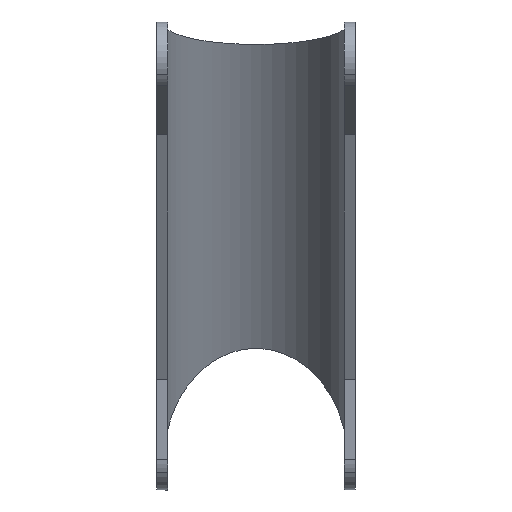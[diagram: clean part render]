
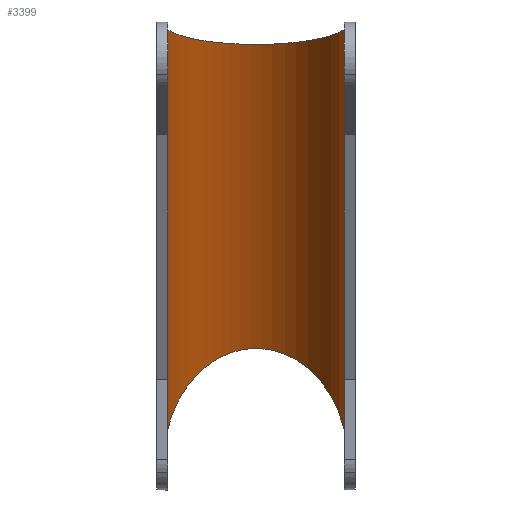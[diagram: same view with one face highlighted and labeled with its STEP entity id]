
A CAD part, front view. The second image highlights one B-rep face of the part: STEP entity #3399.
In plain terms, the highlighted cylindrical face has radius 41.667 mm (diameter 83.333 mm), a partial arc.
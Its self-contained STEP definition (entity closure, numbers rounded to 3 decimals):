
#22 = VERTEX_POINT('',#23);
#23 = CARTESIAN_POINT('',(40.7,35.374,
    31.209));
#32 = PLANE('',#33);
#33 = AXIS2_PLACEMENT_3D('',#34,#35,#36);
#34 = CARTESIAN_POINT('',(40.7,43.,
    18.));
#35 = DIRECTION('',(1.,0.,0.));
#36 = DIRECTION('',(0.,-0.866,-0.5));
#43 = PLANE('',#44);
#44 = AXIS2_PLACEMENT_3D('',#45,#46,#47);
#45 = CARTESIAN_POINT('',(-44.3,29.25,14.384));
#46 = DIRECTION('',(0.,-0.94,0.342));
#47 = DIRECTION('',(0.,0.342,0.94));
#54 = EDGE_CURVE('',#22,#55,#57,.T.);
#55 = VERTEX_POINT('',#56);
#56 = CARTESIAN_POINT('',(40.7,-69.374,
    212.638));
#57 = SURFACE_CURVE('',#58,(#62,#69),.PCURVE_S1.);
#58 = LINE('',#59,#60);
#59 = CARTESIAN_POINT('',(40.7,43.,
    18.));
#60 = VECTOR('',#61,1.);
#61 = DIRECTION('',(0.,-0.5,0.866));
#62 = PCURVE('',#32,#63);
#63 = DEFINITIONAL_REPRESENTATION('',(#64),#68);
#64 = LINE('',#65,#66);
#65 = CARTESIAN_POINT('',(0.,0.));
#66 = VECTOR('',#67,1.);
#67 = DIRECTION('',(0.,-1.));
#68 = ( GEOMETRIC_REPRESENTATION_CONTEXT(2) 
PARAMETRIC_REPRESENTATION_CONTEXT() REPRESENTATION_CONTEXT('2D SPACE',''
  ) );
#69 = PCURVE('',#70,#75);
#70 = CYLINDRICAL_SURFACE('',#71,41.667);
#71 = AXIS2_PLACEMENT_3D('',#72,#73,#74);
#72 = CARTESIAN_POINT('',(0.7,32.896,12.167));
#73 = DIRECTION('',(-0.,0.5,-0.866));
#74 = DIRECTION('',(1.,0.,0.));
#75 = DEFINITIONAL_REPRESENTATION('',(#76),#80);
#76 = LINE('',#77,#78);
#77 = CARTESIAN_POINT('',(-0.284,0.));
#78 = VECTOR('',#79,1.);
#79 = DIRECTION('',(-0.,-1.));
#80 = ( GEOMETRIC_REPRESENTATION_CONTEXT(2) 
PARAMETRIC_REPRESENTATION_CONTEXT() REPRESENTATION_CONTEXT('2D SPACE',''
  ) );
#97 = PLANE('',#98);
#98 = AXIS2_PLACEMENT_3D('',#99,#100,#101);
#99 = CARTESIAN_POINT('',(-44.3,-87.006,
    215.747));
#100 = DIRECTION('',(0.,0.174,0.985)
  );
#101 = DIRECTION('',(0.,0.985,-0.174));
#481 = VERTEX_POINT('',#482);
#482 = CARTESIAN_POINT('',(-39.3,35.374,
    31.209));
#495 = PLANE('',#496);
#496 = AXIS2_PLACEMENT_3D('',#497,#498,#499);
#497 = CARTESIAN_POINT('',(-39.3,43.,
    18.));
#498 = DIRECTION('',(1.,0.,0.));
#499 = DIRECTION('',(0.,-0.866,-0.5));
#506 = EDGE_CURVE('',#22,#481,#507,.T.);
#507 = SURFACE_CURVE('',#508,(#513,#520),.PCURVE_S1.);
#508 = ELLIPSE('',#509,54.392,41.667);
#509 = AXIS2_PLACEMENT_3D('',#510,#511,#512);
#510 = CARTESIAN_POINT('',(0.7,30.165,16.897));
#511 = DIRECTION('',(0.,-0.94,0.342));
#512 = DIRECTION('',(0.,-0.342,-0.94));
#513 = PCURVE('',#43,#514);
#514 = DEFINITIONAL_REPRESENTATION('',(#515),#519);
#515 = ELLIPSE('',#516,54.392,41.667);
#516 = AXIS2_PLACEMENT_2D('',#517,#518);
#517 = CARTESIAN_POINT('',(2.674,-45.));
#518 = DIRECTION('',(-1.,0.));
#519 = ( GEOMETRIC_REPRESENTATION_CONTEXT(2) 
PARAMETRIC_REPRESENTATION_CONTEXT() REPRESENTATION_CONTEXT('2D SPACE',''
  ) );
#520 = PCURVE('',#70,#521);
#521 = DEFINITIONAL_REPRESENTATION('',(#522),#534);
#522 = B_SPLINE_CURVE_WITH_KNOTS('',10,(#523,#524,#525,#526,#527,#528,
    #529,#530,#531,#532,#533),.UNSPECIFIED.,.F.,.F.,(11,11),(
    1.855,4.429),.PIECEWISE_BEZIER_KNOTS.);
#523 = CARTESIAN_POINT('',(-0.284,-15.252));
#524 = CARTESIAN_POINT('',(-0.541,-23.891));
#525 = CARTESIAN_POINT('',(-0.799,-31.81));
#526 = CARTESIAN_POINT('',(-1.056,-38.213));
#527 = CARTESIAN_POINT('',(-1.313,-42.391));
#528 = CARTESIAN_POINT('',(-1.571,-43.844));
#529 = CARTESIAN_POINT('',(-1.828,-42.391));
#530 = CARTESIAN_POINT('',(-2.086,-38.213));
#531 = CARTESIAN_POINT('',(-2.343,-31.81));
#532 = CARTESIAN_POINT('',(-2.6,-23.891));
#533 = CARTESIAN_POINT('',(-2.858,-15.252));
#534 = ( GEOMETRIC_REPRESENTATION_CONTEXT(2) 
PARAMETRIC_REPRESENTATION_CONTEXT() REPRESENTATION_CONTEXT('2D SPACE',''
  ) );
#2273 = VERTEX_POINT('',#2274);
#2274 = CARTESIAN_POINT('',(-39.3,-69.374,
    212.638));
#2293 = EDGE_CURVE('',#55,#2273,#2294,.T.);
#2294 = SURFACE_CURVE('',#2295,(#2300,#2307),.PCURVE_S1.);
#2295 = ELLIPSE('',#2296,54.392,41.667);
#2296 = AXIS2_PLACEMENT_3D('',#2297,#2298,#2299);
#2297 = CARTESIAN_POINT('',(0.7,-84.372,215.282));
#2298 = DIRECTION('',(0.,0.174,0.985));
#2299 = DIRECTION('',(0.,0.985,-0.174));
#2300 = PCURVE('',#97,#2301);
#2301 = DEFINITIONAL_REPRESENTATION('',(#2302),#2306);
#2302 = ELLIPSE('',#2303,54.392,41.667);
#2303 = AXIS2_PLACEMENT_2D('',#2304,#2305);
#2304 = CARTESIAN_POINT('',(2.674,-45.));
#2305 = DIRECTION('',(1.,0.));
#2306 = ( GEOMETRIC_REPRESENTATION_CONTEXT(2) 
PARAMETRIC_REPRESENTATION_CONTEXT() REPRESENTATION_CONTEXT('2D SPACE',''
  ) );
#2307 = PCURVE('',#70,#2308);
#2308 = DEFINITIONAL_REPRESENTATION('',(#2309),#2321);
#2309 = B_SPLINE_CURVE_WITH_KNOTS('',10,(#2310,#2311,#2312,#2313,#2314,
    #2315,#2316,#2317,#2318,#2319,#2320),.UNSPECIFIED.,.F.,.F.,(11,11),(
    4.996,7.57),.PIECEWISE_BEZIER_KNOTS.);
#2310 = CARTESIAN_POINT('',(-0.284,-224.748));
#2311 = CARTESIAN_POINT('',(-0.541,-216.109));
#2312 = CARTESIAN_POINT('',(-0.799,-208.19));
#2313 = CARTESIAN_POINT('',(-1.056,-201.787));
#2314 = CARTESIAN_POINT('',(-1.313,-197.609));
#2315 = CARTESIAN_POINT('',(-1.571,-196.156));
#2316 = CARTESIAN_POINT('',(-1.828,-197.609));
#2317 = CARTESIAN_POINT('',(-2.086,-201.787));
#2318 = CARTESIAN_POINT('',(-2.343,-208.19));
#2319 = CARTESIAN_POINT('',(-2.6,-216.109));
#2320 = CARTESIAN_POINT('',(-2.858,-224.748));
#2321 = ( GEOMETRIC_REPRESENTATION_CONTEXT(2) 
PARAMETRIC_REPRESENTATION_CONTEXT() REPRESENTATION_CONTEXT('2D SPACE',''
  ) );
#3399 = ADVANCED_FACE('',(#3400),#70,.F.);
#3400 = FACE_BOUND('',#3401,.T.);
#3401 = EDGE_LOOP('',(#3402,#3403,#3404,#3405));
#3402 = ORIENTED_EDGE('',*,*,#506,.F.);
#3403 = ORIENTED_EDGE('',*,*,#54,.T.);
#3404 = ORIENTED_EDGE('',*,*,#2293,.T.);
#3405 = ORIENTED_EDGE('',*,*,#3406,.F.);
#3406 = EDGE_CURVE('',#481,#2273,#3407,.T.);
#3407 = SURFACE_CURVE('',#3408,(#3412,#3419),.PCURVE_S1.);
#3408 = LINE('',#3409,#3410);
#3409 = CARTESIAN_POINT('',(-39.3,43.,
    18.));
#3410 = VECTOR('',#3411,1.);
#3411 = DIRECTION('',(0.,-0.5,0.866));
#3412 = PCURVE('',#70,#3413);
#3413 = DEFINITIONAL_REPRESENTATION('',(#3414),#3418);
#3414 = LINE('',#3415,#3416);
#3415 = CARTESIAN_POINT('',(-2.858,0.));
#3416 = VECTOR('',#3417,1.);
#3417 = DIRECTION('',(-0.,-1.));
#3418 = ( GEOMETRIC_REPRESENTATION_CONTEXT(2) 
PARAMETRIC_REPRESENTATION_CONTEXT() REPRESENTATION_CONTEXT('2D SPACE',''
  ) );
#3419 = PCURVE('',#495,#3420);
#3420 = DEFINITIONAL_REPRESENTATION('',(#3421),#3425);
#3421 = LINE('',#3422,#3423);
#3422 = CARTESIAN_POINT('',(0.,0.));
#3423 = VECTOR('',#3424,1.);
#3424 = DIRECTION('',(0.,-1.));
#3425 = ( GEOMETRIC_REPRESENTATION_CONTEXT(2) 
PARAMETRIC_REPRESENTATION_CONTEXT() REPRESENTATION_CONTEXT('2D SPACE',''
  ) );
